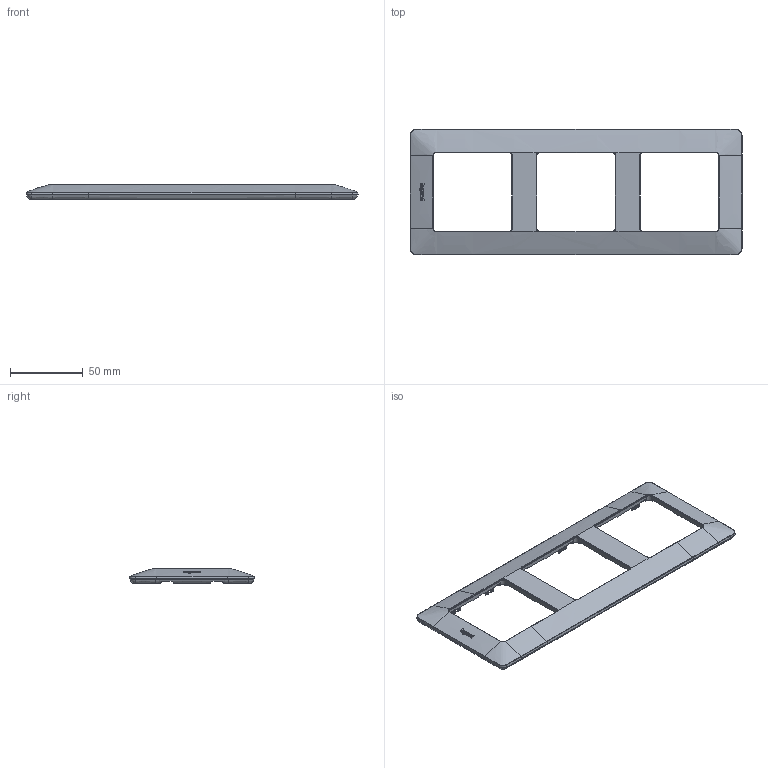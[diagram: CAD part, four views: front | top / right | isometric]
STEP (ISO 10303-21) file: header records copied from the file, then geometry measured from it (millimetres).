
FILE_DESCRIPTION(('CATIA V5 STEP Exchange','CAx-IF Rec.Pracs.--- Model Styling and Organization---1.4--- 2014-01-23'),'2;1');
FILE_NAME('754003_AllCATPart.stp','2020-02-13T11:02:48+00:00',('none'),('none'),'CATIA Version 5-6 Release 2017 SP3','CATIA V5 STEP AP214','none');
FILE_SCHEMA(('AUTOMOTIVE_DESIGN { 1 0 10303 214 1 1 1 1 }'));
Products named in the file (1): 754003_AllCATPart
Bounding box: 228 x 86 x 9.8 mm (x, y, z)
Volume: 35834.8 mm3; surface area: 50863.4 mm2
Topology: 1 solids, 2 shells, 3785 faces, 10288 edges, 6574 vertices
Faces by surface type: plane 1979, cylinder 883, bspline 488, extrusion 321, cone 76, torus 30, sphere 8
Entity records: 157345 total; most frequent: CARTESIAN_POINT 76035, ORIENTED_EDGE 20544, EDGE_CURVE 10272, DIRECTION 9627, VERTEX_POINT 6574, VECTOR 5187, B_SPLINE_CURVE_WITH_KNOTS 5014, LINE 4866
